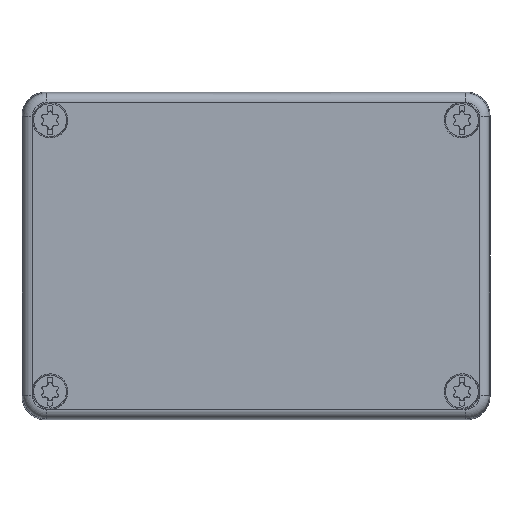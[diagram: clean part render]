
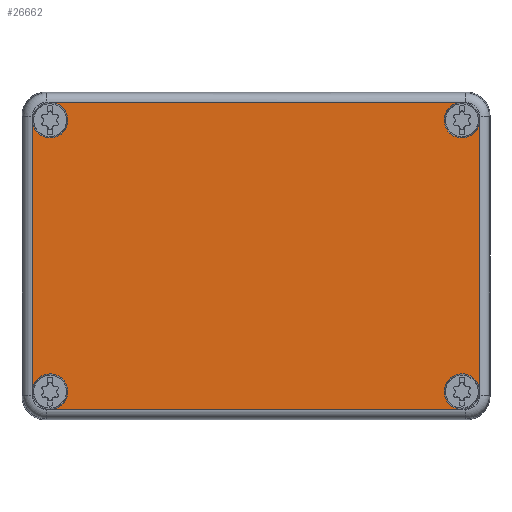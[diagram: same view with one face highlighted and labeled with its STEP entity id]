
A CAD part, top view. The second image highlights one B-rep face of the part: STEP entity #26662.
In plain terms, the highlighted planar face has unit normal (0, 0, 1).
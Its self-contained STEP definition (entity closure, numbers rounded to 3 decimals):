
#26622=AXIS2_PLACEMENT_3D('Plane Axis2P3D',#26619,#26620,#26621) ;
#18754=CARTESIAN_POINT('Vertex',(97.791,63.789,45.)) ;
#18784=CARTESIAN_POINT('Vertex',(97.791,6.211,45.)) ;
#18851=CARTESIAN_POINT('Vertex',(93.789,2.209,45.)) ;
#18881=CARTESIAN_POINT('Vertex',(6.211,2.209,45.)) ;
#26011=CARTESIAN_POINT('Control Point',(97.791,6.211,45.)) ;
#26012=CARTESIAN_POINT('Control Point',(97.591,9.796,45.)) ;
#26013=CARTESIAN_POINT('Control Point',(94.,9.796,45.)) ;
#26014=CARTESIAN_POINT('Vertex',(94.,9.796,45.)) ;
#26051=CARTESIAN_POINT('Control Point',(94.,9.796,45.)) ;
#26052=CARTESIAN_POINT('Control Point',(90.204,9.796,45.)) ;
#26053=CARTESIAN_POINT('Control Point',(90.204,6.,45.)) ;
#26054=CARTESIAN_POINT('Vertex',(90.204,6.,45.)) ;
#26095=CARTESIAN_POINT('Control Point',(90.204,6.,45.)) ;
#26096=CARTESIAN_POINT('Control Point',(90.204,2.409,45.)) ;
#26097=CARTESIAN_POINT('Control Point',(93.789,2.209,45.)) ;
#26200=CARTESIAN_POINT('Vertex',(93.789,67.791,45.)) ;
#26204=CARTESIAN_POINT('Control Point',(93.789,67.791,45.)) ;
#26205=CARTESIAN_POINT('Control Point',(90.204,67.591,45.)) ;
#26206=CARTESIAN_POINT('Control Point',(90.204,64.,45.)) ;
#26207=CARTESIAN_POINT('Vertex',(90.204,64.,45.)) ;
#26245=CARTESIAN_POINT('Control Point',(90.204,64.,45.)) ;
#26246=CARTESIAN_POINT('Control Point',(90.204,60.204,45.)) ;
#26247=CARTESIAN_POINT('Control Point',(94.,60.204,45.)) ;
#26248=CARTESIAN_POINT('Vertex',(94.,60.204,45.)) ;
#26276=CARTESIAN_POINT('Control Point',(94.,60.204,45.)) ;
#26277=CARTESIAN_POINT('Control Point',(97.591,60.204,45.)) ;
#26278=CARTESIAN_POINT('Control Point',(97.791,63.789,45.)) ;
#26305=CARTESIAN_POINT('Vertex',(6.211,67.791,45.)) ;
#26324=CARTESIAN_POINT('Vertex',(9.796,64.,45.)) ;
#26328=CARTESIAN_POINT('Control Point',(9.796,64.,45.)) ;
#26329=CARTESIAN_POINT('Control Point',(9.796,67.591,45.)) ;
#26330=CARTESIAN_POINT('Control Point',(6.211,67.791,45.)) ;
#26410=CARTESIAN_POINT('Vertex',(2.209,63.789,45.)) ;
#26414=CARTESIAN_POINT('Control Point',(2.209,63.789,45.)) ;
#26415=CARTESIAN_POINT('Control Point',(2.409,60.204,45.)) ;
#26416=CARTESIAN_POINT('Control Point',(6.,60.204,45.)) ;
#26417=CARTESIAN_POINT('Vertex',(6.,60.204,45.)) ;
#26448=CARTESIAN_POINT('Control Point',(6.,60.204,45.)) ;
#26449=CARTESIAN_POINT('Control Point',(9.796,60.204,45.)) ;
#26450=CARTESIAN_POINT('Control Point',(9.796,64.,45.)) ;
#26484=CARTESIAN_POINT('Vertex',(9.796,6.,45.)) ;
#26488=CARTESIAN_POINT('Control Point',(9.796,6.,45.)) ;
#26489=CARTESIAN_POINT('Control Point',(9.796,9.796,45.)) ;
#26490=CARTESIAN_POINT('Control Point',(6.,9.796,45.)) ;
#26491=CARTESIAN_POINT('Vertex',(6.,9.796,45.)) ;
#26522=CARTESIAN_POINT('Vertex',(2.209,6.211,45.)) ;
#26537=CARTESIAN_POINT('Control Point',(6.,9.796,45.)) ;
#26538=CARTESIAN_POINT('Control Point',(2.409,9.796,45.)) ;
#26539=CARTESIAN_POINT('Control Point',(2.209,6.211,45.)) ;
#26601=CARTESIAN_POINT('Control Point',(6.211,2.209,45.)) ;
#26602=CARTESIAN_POINT('Control Point',(9.796,2.409,45.)) ;
#26603=CARTESIAN_POINT('Control Point',(9.796,6.,45.)) ;
#26619=CARTESIAN_POINT('Axis2P3D Location',(1.717,68.287,45.)) ;
#26624=CARTESIAN_POINT('Line Origine',(97.791,35.,45.)) ;
#26629=CARTESIAN_POINT('Line Origine',(50.,67.791,45.)) ;
#26634=CARTESIAN_POINT('Line Origine',(2.209,35.,45.)) ;
#26639=CARTESIAN_POINT('Line Origine',(50.,2.209,45.)) ;
#26620=DIRECTION('Axis2P3D Direction',(0.,0.,-1.)) ;
#26621=DIRECTION('Axis2P3D XDirection',(1.,0.,0.)) ;
#26625=DIRECTION('Vector Direction',(0.,-1.,0.)) ;
#26630=DIRECTION('Vector Direction',(1.,0.,0.)) ;
#26635=DIRECTION('Vector Direction',(0.,1.,0.)) ;
#26640=DIRECTION('Vector Direction',(-1.,0.,0.)) ;
#26626=VECTOR('Line Direction',#26625,1.) ;
#26631=VECTOR('Line Direction',#26630,1.) ;
#26636=VECTOR('Line Direction',#26635,1.) ;
#26641=VECTOR('Line Direction',#26640,1.) ;
#26645=ORIENTED_EDGE('',*,*,#26098,.F.) ;
#26646=ORIENTED_EDGE('',*,*,#26056,.F.) ;
#26647=ORIENTED_EDGE('',*,*,#26016,.F.) ;
#26648=ORIENTED_EDGE('',*,*,#26628,.T.) ;
#26649=ORIENTED_EDGE('',*,*,#26279,.F.) ;
#26650=ORIENTED_EDGE('',*,*,#26250,.F.) ;
#26651=ORIENTED_EDGE('',*,*,#26209,.F.) ;
#26652=ORIENTED_EDGE('',*,*,#26633,.T.) ;
#26653=ORIENTED_EDGE('',*,*,#26331,.F.) ;
#26654=ORIENTED_EDGE('',*,*,#26451,.F.) ;
#26655=ORIENTED_EDGE('',*,*,#26419,.F.) ;
#26656=ORIENTED_EDGE('',*,*,#26638,.T.) ;
#26657=ORIENTED_EDGE('',*,*,#26540,.F.) ;
#26658=ORIENTED_EDGE('',*,*,#26493,.F.) ;
#26659=ORIENTED_EDGE('',*,*,#26604,.F.) ;
#26660=ORIENTED_EDGE('',*,*,#26643,.T.) ;
#26662=ADVANCED_FACE('Cover',(#26661),#26623,.F.) ;
#26016=EDGE_CURVE('',#18785,#26015,#26010,.T.) ;
#26056=EDGE_CURVE('',#26015,#26055,#26050,.T.) ;
#26098=EDGE_CURVE('',#26055,#18852,#26094,.T.) ;
#26209=EDGE_CURVE('',#26201,#26208,#26203,.T.) ;
#26250=EDGE_CURVE('',#26208,#26249,#26244,.T.) ;
#26279=EDGE_CURVE('',#26249,#18755,#26275,.T.) ;
#26331=EDGE_CURVE('',#26325,#26306,#26327,.T.) ;
#26419=EDGE_CURVE('',#26411,#26418,#26413,.T.) ;
#26451=EDGE_CURVE('',#26418,#26325,#26447,.T.) ;
#26493=EDGE_CURVE('',#26485,#26492,#26487,.T.) ;
#26540=EDGE_CURVE('',#26492,#26523,#26536,.T.) ;
#26604=EDGE_CURVE('',#18882,#26485,#26600,.T.) ;
#26628=EDGE_CURVE('',#18785,#18755,#26627,.F.) ;
#26633=EDGE_CURVE('',#26201,#26306,#26632,.F.) ;
#26638=EDGE_CURVE('',#26411,#26523,#26637,.F.) ;
#26643=EDGE_CURVE('',#18882,#18852,#26642,.F.) ;
#26644=EDGE_LOOP('',(#26645,#26646,#26647,#26648,#26649,#26650,#26651,#26652,#26653,#26654,#26655,#26656,#26657,#26658,#26659,#26660)) ;
#26661=FACE_OUTER_BOUND('',#26644,.T.) ;
#26627=LINE('Line',#26624,#26626) ;
#26632=LINE('Line',#26629,#26631) ;
#26637=LINE('Line',#26634,#26636) ;
#26642=LINE('Line',#26639,#26641) ;
#26623=PLANE('',#26622) ;
#18755=VERTEX_POINT('',#18754) ;
#18785=VERTEX_POINT('',#18784) ;
#18852=VERTEX_POINT('',#18851) ;
#18882=VERTEX_POINT('',#18881) ;
#26015=VERTEX_POINT('',#26014) ;
#26055=VERTEX_POINT('',#26054) ;
#26201=VERTEX_POINT('',#26200) ;
#26208=VERTEX_POINT('',#26207) ;
#26249=VERTEX_POINT('',#26248) ;
#26306=VERTEX_POINT('',#26305) ;
#26325=VERTEX_POINT('',#26324) ;
#26411=VERTEX_POINT('',#26410) ;
#26418=VERTEX_POINT('',#26417) ;
#26485=VERTEX_POINT('',#26484) ;
#26492=VERTEX_POINT('',#26491) ;
#26523=VERTEX_POINT('',#26522) ;
#26010=(BOUNDED_CURVE()B_SPLINE_CURVE(2,(#26011,#26012,#26013),.UNSPECIFIED.,.F.,.U.)B_SPLINE_CURVE_WITH_KNOTS((3,3),(15.08,22.189),.UNSPECIFIED.)CURVE()GEOMETRIC_REPRESENTATION_ITEM()RATIONAL_B_SPLINE_CURVE((0.978,0.718,1.))REPRESENTATION_ITEM('')) ;
#26050=(BOUNDED_CURVE()B_SPLINE_CURVE(2,(#26051,#26052,#26053),.UNSPECIFIED.,.F.,.U.)B_SPLINE_CURVE_WITH_KNOTS((3,3),(22.189,29.586),.UNSPECIFIED.)CURVE()GEOMETRIC_REPRESENTATION_ITEM()RATIONAL_B_SPLINE_CURVE((1.,0.707,1.))REPRESENTATION_ITEM('')) ;
#26094=(BOUNDED_CURVE()B_SPLINE_CURVE(2,(#26095,#26096,#26097),.UNSPECIFIED.,.F.,.U.)B_SPLINE_CURVE_WITH_KNOTS((3,3),(0.,7.109),.UNSPECIFIED.)CURVE()GEOMETRIC_REPRESENTATION_ITEM()RATIONAL_B_SPLINE_CURVE((1.,0.718,0.978))REPRESENTATION_ITEM('')) ;
#26203=(BOUNDED_CURVE()B_SPLINE_CURVE(2,(#26204,#26205,#26206),.UNSPECIFIED.,.F.,.U.)B_SPLINE_CURVE_WITH_KNOTS((3,3),(22.476,29.586),.UNSPECIFIED.)CURVE()GEOMETRIC_REPRESENTATION_ITEM()RATIONAL_B_SPLINE_CURVE((0.978,0.718,1.))REPRESENTATION_ITEM('')) ;
#26244=(BOUNDED_CURVE()B_SPLINE_CURVE(2,(#26245,#26246,#26247),.UNSPECIFIED.,.F.,.U.)B_SPLINE_CURVE_WITH_KNOTS((3,3),(0.,7.396),.UNSPECIFIED.)CURVE()GEOMETRIC_REPRESENTATION_ITEM()RATIONAL_B_SPLINE_CURVE((1.,0.707,1.))REPRESENTATION_ITEM('')) ;
#26275=(BOUNDED_CURVE()B_SPLINE_CURVE(2,(#26276,#26277,#26278),.UNSPECIFIED.,.F.,.U.)B_SPLINE_CURVE_WITH_KNOTS((3,3),(7.396,14.506),.UNSPECIFIED.)CURVE()GEOMETRIC_REPRESENTATION_ITEM()RATIONAL_B_SPLINE_CURVE((1.,0.718,0.978))REPRESENTATION_ITEM('')) ;
#26327=(BOUNDED_CURVE()B_SPLINE_CURVE(2,(#26328,#26329,#26330),.UNSPECIFIED.,.F.,.U.)B_SPLINE_CURVE_WITH_KNOTS((3,3),(14.793,21.902),.UNSPECIFIED.)CURVE()GEOMETRIC_REPRESENTATION_ITEM()RATIONAL_B_SPLINE_CURVE((1.,0.718,0.978))REPRESENTATION_ITEM('')) ;
#26413=(BOUNDED_CURVE()B_SPLINE_CURVE(2,(#26414,#26415,#26416),.UNSPECIFIED.,.F.,.U.)B_SPLINE_CURVE_WITH_KNOTS((3,3),(0.287,7.396),.UNSPECIFIED.)CURVE()GEOMETRIC_REPRESENTATION_ITEM()RATIONAL_B_SPLINE_CURVE((0.978,0.718,1.))REPRESENTATION_ITEM('')) ;
#26447=(BOUNDED_CURVE()B_SPLINE_CURVE(2,(#26448,#26449,#26450),.UNSPECIFIED.,.F.,.U.)B_SPLINE_CURVE_WITH_KNOTS((3,3),(7.396,14.793),.UNSPECIFIED.)CURVE()GEOMETRIC_REPRESENTATION_ITEM()RATIONAL_B_SPLINE_CURVE((1.,0.707,1.))REPRESENTATION_ITEM('')) ;
#26487=(BOUNDED_CURVE()B_SPLINE_CURVE(2,(#26488,#26489,#26490),.UNSPECIFIED.,.F.,.U.)B_SPLINE_CURVE_WITH_KNOTS((3,3),(14.793,22.189),.UNSPECIFIED.)CURVE()GEOMETRIC_REPRESENTATION_ITEM()RATIONAL_B_SPLINE_CURVE((1.,0.707,1.))REPRESENTATION_ITEM('')) ;
#26536=(BOUNDED_CURVE()B_SPLINE_CURVE(2,(#26537,#26538,#26539),.UNSPECIFIED.,.F.,.U.)B_SPLINE_CURVE_WITH_KNOTS((3,3),(22.189,29.298),.UNSPECIFIED.)CURVE()GEOMETRIC_REPRESENTATION_ITEM()RATIONAL_B_SPLINE_CURVE((1.,0.718,0.978))REPRESENTATION_ITEM('')) ;
#26600=(BOUNDED_CURVE()B_SPLINE_CURVE(2,(#26601,#26602,#26603),.UNSPECIFIED.,.F.,.U.)B_SPLINE_CURVE_WITH_KNOTS((3,3),(7.684,14.793),.UNSPECIFIED.)CURVE()GEOMETRIC_REPRESENTATION_ITEM()RATIONAL_B_SPLINE_CURVE((0.978,0.718,1.))REPRESENTATION_ITEM('')) ;
